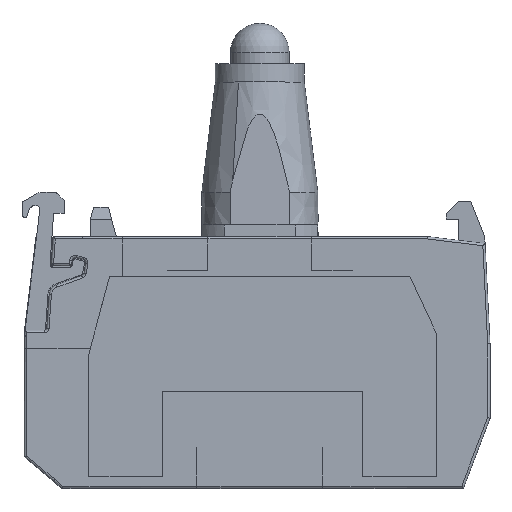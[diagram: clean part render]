
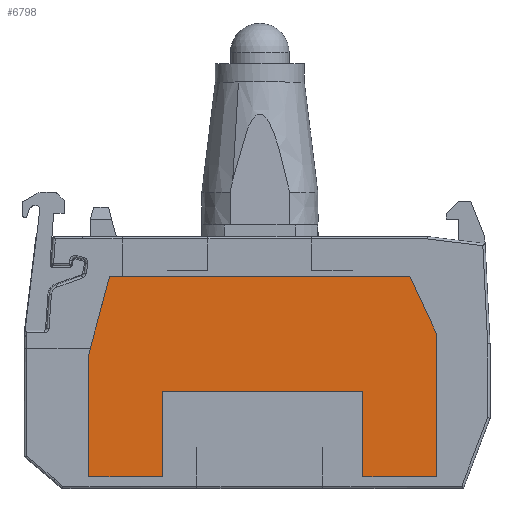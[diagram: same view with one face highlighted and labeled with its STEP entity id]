
A CAD part, top view. The second image highlights one B-rep face of the part: STEP entity #6798.
In plain terms, the highlighted planar face has unit normal (0, 0, 1).
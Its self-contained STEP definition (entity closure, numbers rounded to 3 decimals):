
#6784=AXIS2_PLACEMENT_3D('Plane Axis2P3D',#6781,#6782,#6783) ;
#4414=CARTESIAN_POINT('Vertex',(-14.6,11.477,8.)) ;
#4417=CARTESIAN_POINT('Line Origine',(-13.713,14.789,8.)) ;
#4421=CARTESIAN_POINT('Vertex',(-12.825,18.1,8.)) ;
#4446=CARTESIAN_POINT('Vertex',(-14.6,1.,8.)) ;
#4449=CARTESIAN_POINT('Line Origine',(-14.6,6.239,8.)) ;
#4470=CARTESIAN_POINT('Vertex',(-8.3,1.,8.)) ;
#4473=CARTESIAN_POINT('Line Origine',(-11.45,1.,8.)) ;
#4494=CARTESIAN_POINT('Vertex',(-8.3,8.3,8.)) ;
#4497=CARTESIAN_POINT('Line Origine',(-8.3,4.65,8.)) ;
#4518=CARTESIAN_POINT('Vertex',(8.8,8.3,8.)) ;
#4521=CARTESIAN_POINT('Line Origine',(0.25,8.3,8.)) ;
#4542=CARTESIAN_POINT('Vertex',(8.8,1.,8.)) ;
#4545=CARTESIAN_POINT('Line Origine',(8.8,4.65,8.)) ;
#4561=CARTESIAN_POINT('Vertex',(15.1,1.,8.)) ;
#4564=CARTESIAN_POINT('Line Origine',(11.95,1.,8.)) ;
#4585=CARTESIAN_POINT('Vertex',(15.1,13.179,8.)) ;
#4588=CARTESIAN_POINT('Line Origine',(15.1,7.089,8.)) ;
#4609=CARTESIAN_POINT('Vertex',(12.805,18.1,8.)) ;
#4612=CARTESIAN_POINT('Line Origine',(13.953,15.639,8.)) ;
#4629=CARTESIAN_POINT('Line Origine',(-0.01,18.1,8.)) ;
#6781=CARTESIAN_POINT('Axis2P3D Location',(0.,0.,8.)) ;
#4418=DIRECTION('Vector Direction',(0.259,0.966,0.)) ;
#4450=DIRECTION('Vector Direction',(0.,-1.,0.)) ;
#4474=DIRECTION('Vector Direction',(1.,0.,0.)) ;
#4498=DIRECTION('Vector Direction',(0.,-1.,0.)) ;
#4522=DIRECTION('Vector Direction',(-1.,0.,0.)) ;
#4546=DIRECTION('Vector Direction',(0.,-1.,0.)) ;
#4565=DIRECTION('Vector Direction',(1.,0.,0.)) ;
#4589=DIRECTION('Vector Direction',(0.,-1.,0.)) ;
#4613=DIRECTION('Vector Direction',(0.423,-0.906,0.)) ;
#4630=DIRECTION('Vector Direction',(1.,0.,0.)) ;
#6782=DIRECTION('Axis2P3D Direction',(0.,0.,-1.)) ;
#6783=DIRECTION('Axis2P3D XDirection',(-1.,0.,0.)) ;
#4419=VECTOR('Line Direction',#4418,1.) ;
#4451=VECTOR('Line Direction',#4450,1.) ;
#4475=VECTOR('Line Direction',#4474,1.) ;
#4499=VECTOR('Line Direction',#4498,1.) ;
#4523=VECTOR('Line Direction',#4522,1.) ;
#4547=VECTOR('Line Direction',#4546,1.) ;
#4566=VECTOR('Line Direction',#4565,1.) ;
#4590=VECTOR('Line Direction',#4589,1.) ;
#4614=VECTOR('Line Direction',#4613,1.) ;
#4631=VECTOR('Line Direction',#4630,1.) ;
#6787=ORIENTED_EDGE('',*,*,#4549,.F.) ;
#6788=ORIENTED_EDGE('',*,*,#4568,.F.) ;
#6789=ORIENTED_EDGE('',*,*,#4592,.F.) ;
#6790=ORIENTED_EDGE('',*,*,#4616,.F.) ;
#6791=ORIENTED_EDGE('',*,*,#4633,.F.) ;
#6792=ORIENTED_EDGE('',*,*,#4423,.F.) ;
#6793=ORIENTED_EDGE('',*,*,#4453,.F.) ;
#6794=ORIENTED_EDGE('',*,*,#4477,.F.) ;
#6795=ORIENTED_EDGE('',*,*,#4501,.F.) ;
#6796=ORIENTED_EDGE('',*,*,#4525,.F.) ;
#6798=ADVANCED_FACE('',(#6797),#6785,.F.) ;
#4423=EDGE_CURVE('',#4415,#4422,#4420,.T.) ;
#4453=EDGE_CURVE('',#4447,#4415,#4452,.F.) ;
#4477=EDGE_CURVE('',#4471,#4447,#4476,.F.) ;
#4501=EDGE_CURVE('',#4495,#4471,#4500,.T.) ;
#4525=EDGE_CURVE('',#4519,#4495,#4524,.T.) ;
#4549=EDGE_CURVE('',#4543,#4519,#4548,.F.) ;
#4568=EDGE_CURVE('',#4562,#4543,#4567,.F.) ;
#4592=EDGE_CURVE('',#4586,#4562,#4591,.T.) ;
#4616=EDGE_CURVE('',#4610,#4586,#4615,.T.) ;
#4633=EDGE_CURVE('',#4422,#4610,#4632,.T.) ;
#6786=EDGE_LOOP('',(#6787,#6788,#6789,#6790,#6791,#6792,#6793,#6794,#6795,#6796)) ;
#6797=FACE_OUTER_BOUND('',#6786,.T.) ;
#4420=LINE('Line',#4417,#4419) ;
#4452=LINE('Line',#4449,#4451) ;
#4476=LINE('Line',#4473,#4475) ;
#4500=LINE('Line',#4497,#4499) ;
#4524=LINE('Line',#4521,#4523) ;
#4548=LINE('Line',#4545,#4547) ;
#4567=LINE('Line',#4564,#4566) ;
#4591=LINE('Line',#4588,#4590) ;
#4615=LINE('Line',#4612,#4614) ;
#4632=LINE('Line',#4629,#4631) ;
#6785=PLANE('Plane',#6784) ;
#4415=VERTEX_POINT('',#4414) ;
#4422=VERTEX_POINT('',#4421) ;
#4447=VERTEX_POINT('',#4446) ;
#4471=VERTEX_POINT('',#4470) ;
#4495=VERTEX_POINT('',#4494) ;
#4519=VERTEX_POINT('',#4518) ;
#4543=VERTEX_POINT('',#4542) ;
#4562=VERTEX_POINT('',#4561) ;
#4586=VERTEX_POINT('',#4585) ;
#4610=VERTEX_POINT('',#4609) ;
